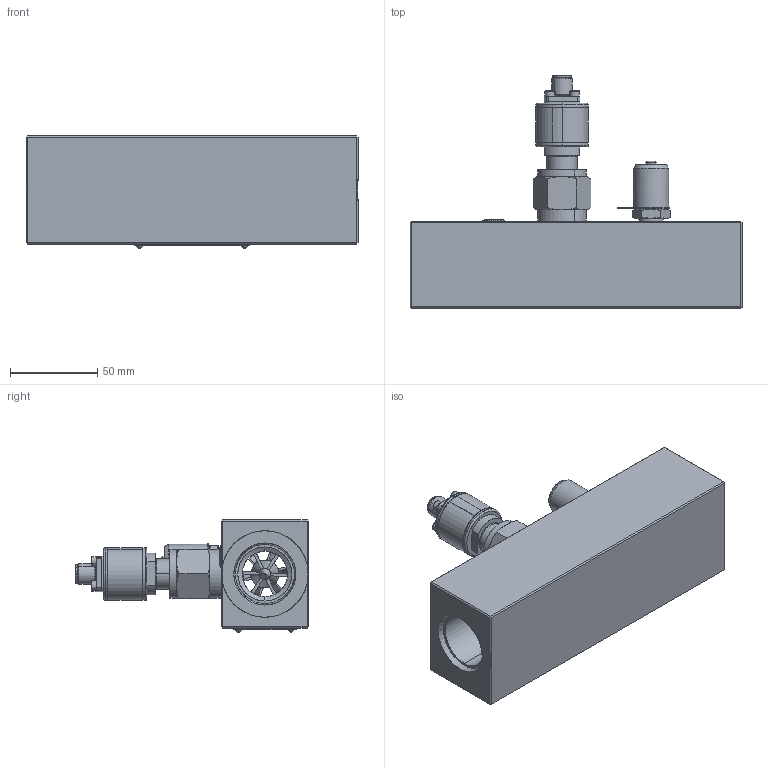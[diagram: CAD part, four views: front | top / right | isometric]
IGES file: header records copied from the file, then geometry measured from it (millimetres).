
Start section: SolidWorks IGES file using analytic representation for surfaces
Global section: file name: ECA'LT300-FM-S-S-6.IGS; native system: SolidWorks 2016; preprocessor: SolidWorks 2016; author: afp; date: 170223.132851; units: millimetre
Bounding box: 190 x 133.04 x 64.29 mm (x, y, z)
Surface area: 115315.6 mm2 (no closed solid volume)
Topology: 0 solids, 0 shells, 900 faces, 12848 edges, 12820 vertices
Faces by surface type: revolution 483, bspline 417
